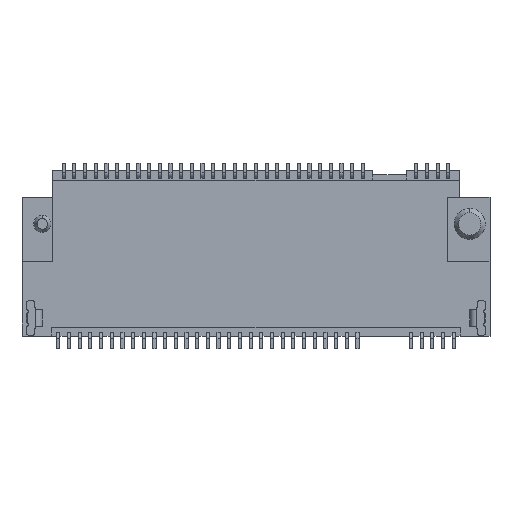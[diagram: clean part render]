
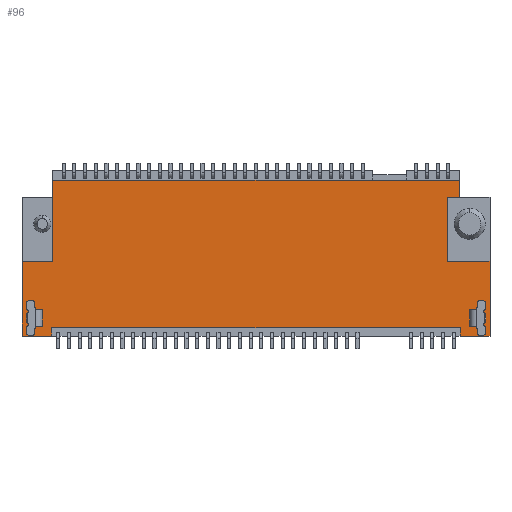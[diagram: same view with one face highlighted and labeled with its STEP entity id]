
A CAD part, front view. The second image highlights one B-rep face of the part: STEP entity #96.
In plain terms, the highlighted planar face has unit normal (0, -1, 0).
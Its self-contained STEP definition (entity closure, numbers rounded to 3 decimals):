
#96=ADVANCED_FACE('',(#1814,#1815,#1816),#1817,.T.);
#1814=FACE_OUTER_BOUND('',#5192,.T.);
#1815=FACE_BOUND('',#5193,.T.);
#1816=FACE_BOUND('',#5194,.T.);
#1817=PLANE('',#5195);
#5192=EDGE_LOOP('',(#9434,#9435,#9436,#9437,#9438,#9439,#9440,#9441,#9442,#9443,#9444,#9445,#9446,#9447,#9448));
#5193=EDGE_LOOP('',(#9449,#9450,#9451,#9452));
#5194=EDGE_LOOP('',(#9453,#9454,#9455,#9456));
#5195=AXIS2_PLACEMENT_3D('',#9457,#9458,#9459);
#9434=ORIENTED_EDGE('',*,*,#23034,.F.);
#9435=ORIENTED_EDGE('',*,*,#22778,.T.);
#9436=ORIENTED_EDGE('',*,*,#23035,.F.);
#9437=ORIENTED_EDGE('',*,*,#23036,.T.);
#9438=ORIENTED_EDGE('',*,*,#23037,.F.);
#9439=ORIENTED_EDGE('',*,*,#23038,.F.);
#9440=ORIENTED_EDGE('',*,*,#23039,.F.);
#9441=ORIENTED_EDGE('',*,*,#23040,.F.);
#9442=ORIENTED_EDGE('',*,*,#23041,.T.);
#9443=ORIENTED_EDGE('',*,*,#23042,.F.);
#9444=ORIENTED_EDGE('',*,*,#23043,.F.);
#9445=ORIENTED_EDGE('',*,*,#22265,.T.);
#9446=ORIENTED_EDGE('',*,*,#22765,.T.);
#9447=ORIENTED_EDGE('',*,*,#23033,.T.);
#9448=ORIENTED_EDGE('',*,*,#23044,.F.);
#9449=ORIENTED_EDGE('',*,*,#23045,.T.);
#9450=ORIENTED_EDGE('',*,*,#23046,.F.);
#9451=ORIENTED_EDGE('',*,*,#23047,.T.);
#9452=ORIENTED_EDGE('',*,*,#23048,.T.);
#9453=ORIENTED_EDGE('',*,*,#23049,.F.);
#9454=ORIENTED_EDGE('',*,*,#23050,.F.);
#9455=ORIENTED_EDGE('',*,*,#23051,.F.);
#9456=ORIENTED_EDGE('',*,*,#23052,.T.);
#9457=CARTESIAN_POINT('',(-10.95,-1.385,0.0));
#9458=DIRECTION('',(0.0,-1.0,0.0));
#9459=DIRECTION('',(0.0,0.0,-1.0));
#22265=EDGE_CURVE('',#26842,#26840,#26843,.T.);
#22765=EDGE_CURVE('',#26840,#27800,#27802,.T.);
#22778=EDGE_CURVE('',#27826,#27824,#27827,.T.);
#23033=EDGE_CURVE('',#27800,#28295,#28297,.T.);
#23034=EDGE_CURVE('',#27826,#28298,#28299,.T.);
#23035=EDGE_CURVE('',#28300,#27824,#28301,.T.);
#23036=EDGE_CURVE('',#28300,#28302,#28303,.T.);
#23037=EDGE_CURVE('',#28304,#28302,#28305,.T.);
#23038=EDGE_CURVE('',#28306,#28304,#28307,.T.);
#23039=EDGE_CURVE('',#28308,#28306,#28309,.T.);
#23040=EDGE_CURVE('',#28310,#28308,#28311,.T.);
#23041=EDGE_CURVE('',#28310,#28312,#28313,.T.);
#23042=EDGE_CURVE('',#28314,#28312,#28315,.T.);
#23043=EDGE_CURVE('',#26842,#28314,#28316,.T.);
#23044=EDGE_CURVE('',#28298,#28295,#28317,.T.);
#23045=EDGE_CURVE('',#28318,#28319,#28320,.T.);
#23046=EDGE_CURVE('',#28321,#28319,#28322,.T.);
#23047=EDGE_CURVE('',#28321,#28323,#28324,.T.);
#23048=EDGE_CURVE('',#28323,#28318,#28325,.T.);
#23049=EDGE_CURVE('',#28326,#28327,#28328,.T.);
#23050=EDGE_CURVE('',#28329,#28326,#28330,.T.);
#23051=EDGE_CURVE('',#28331,#28329,#28332,.T.);
#23052=EDGE_CURVE('',#28331,#28327,#28333,.T.);
#26840=VERTEX_POINT('',#34440);
#26842=VERTEX_POINT('',#34443);
#26843=LINE('',#34444,#34445);
#27800=VERTEX_POINT('',#35897);
#27802=LINE('',#35900,#35901);
#27824=VERTEX_POINT('',#35934);
#27826=VERTEX_POINT('',#35937);
#27827=LINE('',#35938,#35939);
#28295=VERTEX_POINT('',#36656);
#28297=LINE('',#36659,#36660);
#28298=VERTEX_POINT('',#36661);
#28299=LINE('',#36662,#36663);
#28300=VERTEX_POINT('',#36664);
#28301=LINE('',#36665,#36666);
#28302=VERTEX_POINT('',#36667);
#28303=LINE('',#36668,#36669);
#28304=VERTEX_POINT('',#36670);
#28305=LINE('',#36671,#36672);
#28306=VERTEX_POINT('',#36673);
#28307=LINE('',#36674,#36675);
#28308=VERTEX_POINT('',#36676);
#28309=LINE('',#36677,#36678);
#28310=VERTEX_POINT('',#36679);
#28311=LINE('',#36680,#36681);
#28312=VERTEX_POINT('',#36682);
#28313=LINE('',#36683,#36684);
#28314=VERTEX_POINT('',#36685);
#28315=LINE('',#36686,#36687);
#28316=LINE('',#36688,#36689);
#28317=LINE('',#36690,#36691);
#28318=VERTEX_POINT('',#36692);
#28319=VERTEX_POINT('',#36693);
#28320=LINE('',#36694,#36695);
#28321=VERTEX_POINT('',#36696);
#28322=LINE('',#36697,#36698);
#28323=VERTEX_POINT('',#36699);
#28324=LINE('',#36700,#36701);
#28325=LINE('',#36702,#36703);
#28326=VERTEX_POINT('',#36704);
#28327=VERTEX_POINT('',#36705);
#28328=LINE('',#36706,#36707);
#28329=VERTEX_POINT('',#36708);
#28330=LINE('',#36709,#36710);
#28331=VERTEX_POINT('',#36711);
#28332=LINE('',#36712,#36713);
#28333=LINE('',#36714,#36715);
#34440=CARTESIAN_POINT('',(-10.95,-1.385,-7.75));
#34443=CARTESIAN_POINT('',(-10.95,-1.385,-4.25));
#34444=CARTESIAN_POINT('',(-10.95,-1.385,-4.25));
#34445=VECTOR('',#45901,3.5);
#35897=CARTESIAN_POINT('',(-9.55,-1.385,-7.75));
#35900=CARTESIAN_POINT('',(-10.95,-1.385,-7.75));
#35901=VECTOR('',#46431,1.4);
#35934=CARTESIAN_POINT('',(10.95,-1.385,-7.75));
#35937=CARTESIAN_POINT('',(9.55,-1.385,-7.75));
#35938=CARTESIAN_POINT('',(9.55,-1.385,-7.75));
#35939=VECTOR('',#46444,1.4);
#36656=CARTESIAN_POINT('',(-9.55,-1.385,-7.35));
#36659=CARTESIAN_POINT('',(-9.55,-1.385,-7.75));
#36660=VECTOR('',#46707,0.4);
#36661=CARTESIAN_POINT('',(9.55,-1.385,-7.35));
#36662=CARTESIAN_POINT('',(9.55,-1.385,-7.75));
#36663=VECTOR('',#46708,0.4);
#36664=CARTESIAN_POINT('',(10.95,-1.385,-4.25));
#36665=CARTESIAN_POINT('',(10.95,-1.385,-4.25));
#36666=VECTOR('',#46709,3.5);
#36667=CARTESIAN_POINT('',(8.95,-1.385,-4.25));
#36668=CARTESIAN_POINT('',(10.95,-1.385,-4.25));
#36669=VECTOR('',#46710,2.0);
#36670=CARTESIAN_POINT('',(8.95,-1.385,-1.25));
#36671=CARTESIAN_POINT('',(8.95,-1.385,-1.25));
#36672=VECTOR('',#46711,3.0);
#36673=CARTESIAN_POINT('',(9.5,-1.385,-1.25));
#36674=CARTESIAN_POINT('',(9.5,-1.385,-1.25));
#36675=VECTOR('',#46712,0.55);
#36676=CARTESIAN_POINT('',(9.5,-1.385,-0.45));
#36677=CARTESIAN_POINT('',(9.5,-1.385,-0.45));
#36678=VECTOR('',#46713,0.8);
#36679=CARTESIAN_POINT('',(-9.5,-1.385,-0.45));
#36680=CARTESIAN_POINT('',(-9.5,-1.385,-0.45));
#36681=VECTOR('',#46714,19.0);
#36682=CARTESIAN_POINT('',(-9.5,-1.385,-1.25));
#36683=CARTESIAN_POINT('',(-9.5,-1.385,-0.45));
#36684=VECTOR('',#46715,0.8);
#36685=CARTESIAN_POINT('',(-9.5,-1.385,-4.25));
#36686=CARTESIAN_POINT('',(-9.5,-1.385,-4.25));
#36687=VECTOR('',#46716,3.0);
#36688=CARTESIAN_POINT('',(-10.95,-1.385,-4.25));
#36689=VECTOR('',#46717,1.45);
#36690=CARTESIAN_POINT('',(9.55,-1.385,-7.35));
#36691=VECTOR('',#46718,19.1);
#36692=CARTESIAN_POINT('',(10.0,-1.385,-6.52));
#36693=CARTESIAN_POINT('',(10.2,-1.385,-6.52));
#36694=CARTESIAN_POINT('',(10.0,-1.385,-6.52));
#36695=VECTOR('',#46719,0.2);
#36696=CARTESIAN_POINT('',(10.2,-1.385,-7.28));
#36697=CARTESIAN_POINT('',(10.2,-1.385,-7.28));
#36698=VECTOR('',#46720,0.76);
#36699=CARTESIAN_POINT('',(10.0,-1.385,-7.28));
#36700=CARTESIAN_POINT('',(10.2,-1.385,-7.28));
#36701=VECTOR('',#46721,0.2);
#36702=CARTESIAN_POINT('',(10.0,-1.385,-7.28));
#36703=VECTOR('',#46722,0.76);
#36704=CARTESIAN_POINT('',(-10.0,-1.385,-6.52));
#36705=CARTESIAN_POINT('',(-10.2,-1.385,-6.52));
#36706=CARTESIAN_POINT('',(-10.0,-1.385,-6.52));
#36707=VECTOR('',#46723,0.2);
#36708=CARTESIAN_POINT('',(-10.0,-1.385,-7.28));
#36709=CARTESIAN_POINT('',(-10.0,-1.385,-7.28));
#36710=VECTOR('',#46724,0.76);
#36711=CARTESIAN_POINT('',(-10.2,-1.385,-7.28));
#36712=CARTESIAN_POINT('',(-10.2,-1.385,-7.28));
#36713=VECTOR('',#46725,0.2);
#36714=CARTESIAN_POINT('',(-10.2,-1.385,-7.28));
#36715=VECTOR('',#46726,0.76);
#45901=DIRECTION('',(0.0,0.0,-1.0));
#46431=DIRECTION('',(1.0,0.0,0.0));
#46444=DIRECTION('',(1.0,0.0,0.0));
#46707=DIRECTION('',(0.0,0.0,1.0));
#46708=DIRECTION('',(0.0,0.0,1.0));
#46709=DIRECTION('',(0.0,0.0,-1.0));
#46710=DIRECTION('',(-1.0,0.0,0.0));
#46711=DIRECTION('',(0.0,0.0,-1.0));
#46712=DIRECTION('',(-1.0,0.0,0.0));
#46713=DIRECTION('',(0.0,0.0,-1.0));
#46714=DIRECTION('',(1.0,0.0,0.0));
#46715=DIRECTION('',(0.0,0.0,-1.0));
#46716=DIRECTION('',(0.0,0.0,1.0));
#46717=DIRECTION('',(1.0,0.0,0.0));
#46718=DIRECTION('',(-1.0,0.0,0.0));
#46719=DIRECTION('',(1.0,0.0,0.0));
#46720=DIRECTION('',(0.0,0.0,1.0));
#46721=DIRECTION('',(-1.0,0.0,0.0));
#46722=DIRECTION('',(0.0,0.0,1.0));
#46723=DIRECTION('',(-1.0,0.0,0.0));
#46724=DIRECTION('',(0.0,0.0,1.0));
#46725=DIRECTION('',(1.0,0.0,0.0));
#46726=DIRECTION('',(0.0,0.0,1.0));
